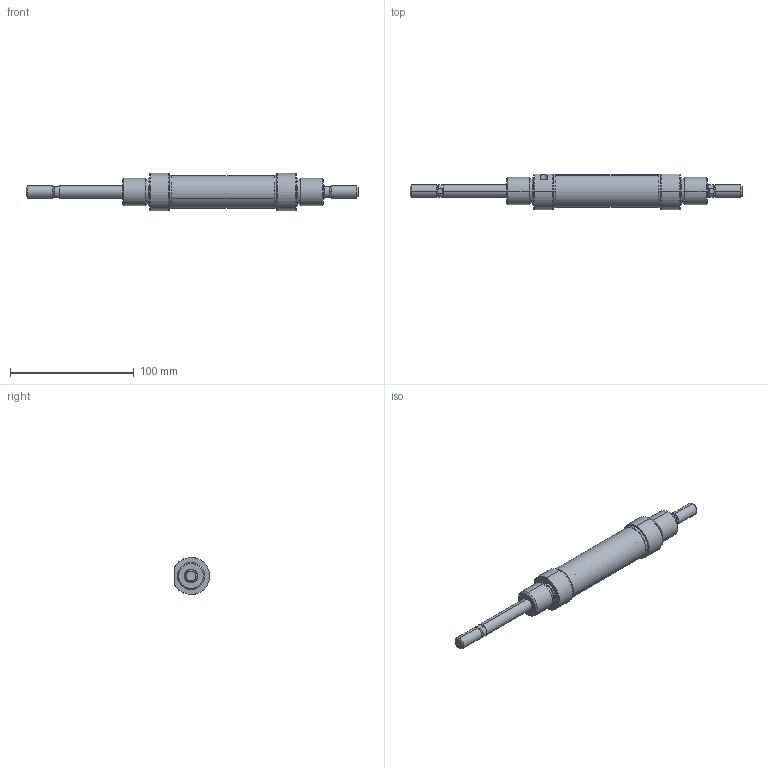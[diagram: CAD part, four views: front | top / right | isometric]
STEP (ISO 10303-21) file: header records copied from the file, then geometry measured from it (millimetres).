
FILE_DESCRIPTION (( 'STEP AP214' ), '1' );
FILE_NAME ('PMD-Y 25-50 CYLINDER.STEP', '2010-08-05T09:35:27', ( '' ), ( '' ), 'SwSTEP 2.0', 'SolidWorks 2010', '' );
FILE_SCHEMA (( 'AUTOMOTIVE_DESIGN' ));
Length unit declared in the file: millimetre
Products named in the file (4): 25  Boru; PMY (Yastýklý)      25  ÖN  KAPAK; 25 Miller; PMD-Y  25-50  CYLINDER
Assembly tree (4 placements, depth 2):
  PMD-Y  25-50  CYLINDER
    25  Boru
    PMY (Yastýklý)      25  ÖN  KAPAK  x2
    25 Miller
Bounding box: 268 x 28.5 x 30 mm (x, y, z)
Volume: 72096.6 mm3; surface area: 37377.5 mm2
Topology: 4 solids, 4 shells, 150 faces, 322 edges, 198 vertices
Faces by surface type: cylinder 62, plane 44, cone 44
Entity records: 3144 total; most frequent: CARTESIAN_POINT 674, DIRECTION 499, ORIENTED_EDGE 416, AXIS2_PLACEMENT_3D 209, EDGE_CURVE 208, VERTEX_POINT 127, EDGE_LOOP 115, CIRCLE 104
